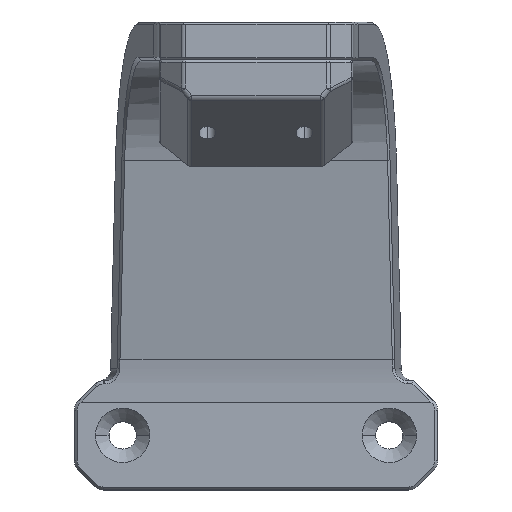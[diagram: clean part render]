
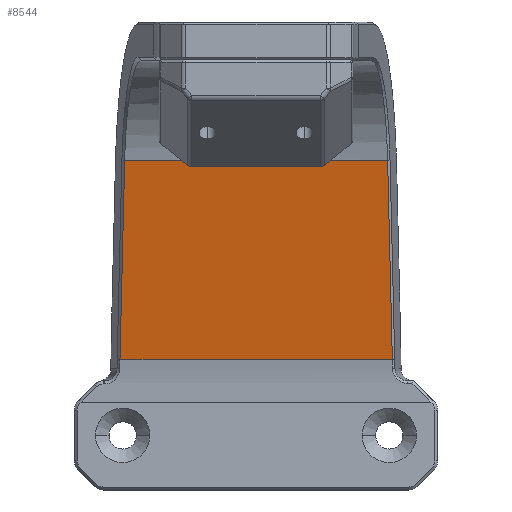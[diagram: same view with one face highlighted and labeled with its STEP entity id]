
A CAD part, top view. The second image highlights one B-rep face of the part: STEP entity #8544.
In plain terms, the highlighted planar face has unit normal (0, -0.174, 0.985).
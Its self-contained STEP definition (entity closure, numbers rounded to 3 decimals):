
#609 = ORIENTED_EDGE ( 'NONE', *, *, #1853, .T. ) ;
#797 = PLANE ( 'NONE',  #919 ) ;
#919 = AXIS2_PLACEMENT_3D ( 'NONE', #9081, #5401, #4345 ) ;
#1514 = VECTOR ( 'NONE', #7329, 1000. ) ;
#1853 = EDGE_CURVE ( 'NONE', #10056, #11383, #3664, .T. ) ;
#2108 = CARTESIAN_POINT ( 'NONE',  ( -22.447, 12.437, 8.606 ) ) ;
#2205 = VECTOR ( 'NONE', #11042, 1000. ) ;
#2718 = EDGE_CURVE ( 'NONE', #11383, #7300, #7349, .T. ) ;
#2854 = VECTOR ( 'NONE', #7409, 1000. ) ;
#3664 = LINE ( 'NONE', #10012, #1514 ) ;
#3808 = CARTESIAN_POINT ( 'NONE',  ( 21.72, 45.293, 14.4 ) ) ;
#3950 = VECTOR ( 'NONE', #10263, 1000. ) ;
#4345 = DIRECTION ( 'NONE',  ( 0., -0.985, -0.174 ) ) ;
#4897 = CARTESIAN_POINT ( 'NONE',  ( -22.447, 12.446, 8.608 ) ) ;
#4988 = ORIENTED_EDGE ( 'NONE', *, *, #2718, .T. ) ;
#5347 = EDGE_CURVE ( 'NONE', #8631, #10056, #9332, .T. ) ;
#5401 = DIRECTION ( 'NONE',  ( 0., -0.174, 0.985 ) ) ;
#5840 = ORIENTED_EDGE ( 'NONE', *, *, #8703, .T. ) ;
#7300 = VERTEX_POINT ( 'NONE', #10658 ) ;
#7329 = DIRECTION ( 'NONE',  ( 1., 0., 0. ) ) ;
#7349 = LINE ( 'NONE', #3808, #2854 ) ;
#7355 = CARTESIAN_POINT ( 'NONE',  ( -21.671, 45.301, 14.401 ) ) ;
#7409 = DIRECTION ( 'NONE',  ( -0.023, 0.985, 0.174 ) ) ;
#8066 = FACE_OUTER_BOUND ( 'NONE', #8968, .T. ) ;
#8107 = CARTESIAN_POINT ( 'NONE',  ( 22.496, 12.446, 8.608 ) ) ;
#8312 = CARTESIAN_POINT ( 'NONE',  ( -24., 45.301, 14.401 ) ) ;
#8388 = ORIENTED_EDGE ( 'NONE', *, *, #5347, .T. ) ;
#8544 = ADVANCED_FACE ( 'NONE', ( #8066 ), #797, .T. ) ;
#8631 = VERTEX_POINT ( 'NONE', #7355 ) ;
#8703 = EDGE_CURVE ( 'NONE', #7300, #8631, #10089, .T. ) ;
#8968 = EDGE_LOOP ( 'NONE', ( #609, #4988, #5840, #8388 ) ) ;
#9081 = CARTESIAN_POINT ( 'NONE',  ( 91.893, 68.088, 18.419 ) ) ;
#9332 = LINE ( 'NONE', #2108, #2205 ) ;
#10012 = CARTESIAN_POINT ( 'NONE',  ( 24.946, 12.446, 8.608 ) ) ;
#10056 = VERTEX_POINT ( 'NONE', #4897 ) ;
#10089 = LINE ( 'NONE', #8312, #3950 ) ;
#10263 = DIRECTION ( 'NONE',  ( -1., 0., 0. ) ) ;
#10658 = CARTESIAN_POINT ( 'NONE',  ( 21.72, 45.301, 14.401 ) ) ;
#11042 = DIRECTION ( 'NONE',  ( -0.023, -0.985, -0.174 ) ) ;
#11383 = VERTEX_POINT ( 'NONE', #8107 ) ;
